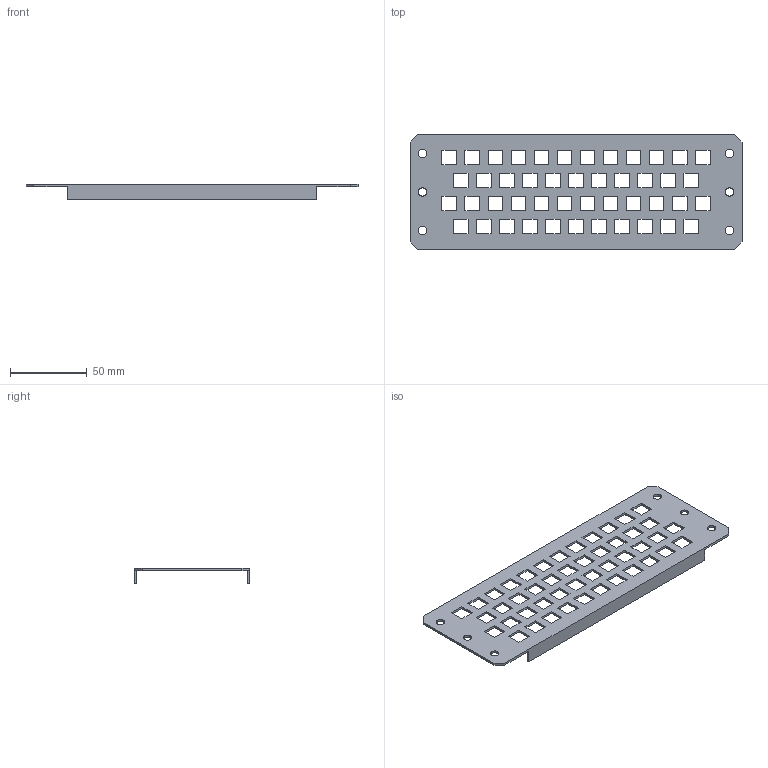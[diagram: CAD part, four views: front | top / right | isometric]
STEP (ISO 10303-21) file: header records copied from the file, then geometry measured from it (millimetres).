
FILE_DESCRIPTION((''),'2;1');
FILE_NAME('TZURT_ASM','2023-01-26T08:35:19',('klemen.sitar'),('Audax d.o.o.'),'CREO PARAMETRIC BY PTC INC, 2021304','CREO PARAMETRIC BY PTC INC, 2021304','');
FILE_SCHEMA(('AP242_MANAGED_MODEL_BASED_3D_ENGINEERING_MIM_LF { 1 0 10303 442 1 1 4 }'));
Length unit declared in the file: millimetre
Products named in the file (3): OPEN_CASCADE_STEP_TRANS-1273834; OPEN_CASCADE_STEP_TRANSLATOR-10_ASM; TZURT_ASM
Assembly tree (2 placements, depth 3):
  TZURT_ASM
    OPEN_CASCADE_STEP_TRANSLATOR-10_ASM
      OPEN_CASCADE_STEP_TRANS-1273834
Bounding box: 216 x 75 x 10 mm (x, y, z)
Volume: 21914.9 mm3; surface area: 32903.8 mm2
Topology: 1 solids, 1 shells, 214 faces, 636 edges, 424 vertices
Faces by surface type: plane 202, cylinder 12
Entity records: 11070 total; most frequent: CARTESIAN_POINT 1288, ORIENTED_EDGE 1272, DIRECTION 1104, PRESENTATION_STYLE_ASSIGNMENT 854, STYLED_ITEM 854, CURVE_STYLE 639, EDGE_CURVE 636, VECTOR 612
